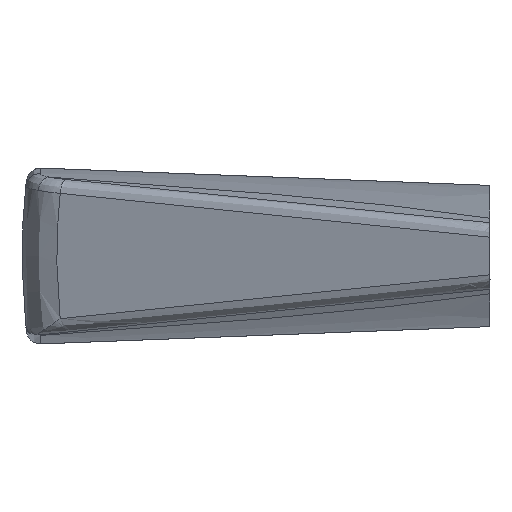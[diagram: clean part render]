
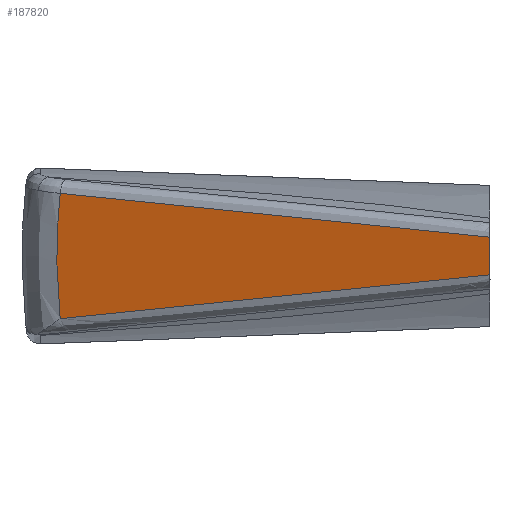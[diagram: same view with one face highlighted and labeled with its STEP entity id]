
A CAD part, left-side view. The second image highlights one B-rep face of the part: STEP entity #187820.
In plain terms, the highlighted planar face has unit normal (-0.94, 0.342, 0).
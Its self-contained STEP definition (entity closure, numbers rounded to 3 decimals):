
#1680=CARTESIAN_POINT('',(-86.803,0.,
-4.932));
#1690=VERTEX_POINT('',#1680);
#1740=CARTESIAN_POINT('',(-77.946,24.336,
-2.454));
#1750=CARTESIAN_POINT('',(-77.958,24.303,
-2.457));
#1760=CARTESIAN_POINT('',(-77.97,24.27,
-2.46));
#1770=CARTESIAN_POINT('',(-78.515,22.771,
-2.596));
#1780=CARTESIAN_POINT('',(-79.049,21.304,
-2.732));
#1790=CARTESIAN_POINT('',(-80.515,17.277,
-3.114));
#1800=CARTESIAN_POINT('',(-81.447,14.717,
-3.365));
#1810=CARTESIAN_POINT('',(-83.31,9.597,
-3.886));
#1820=CARTESIAN_POINT('',(-84.241,7.039,
-4.156));
#1830=CARTESIAN_POINT('',(-85.807,2.738,
-4.625));
#1840=CARTESIAN_POINT('',(-86.441,0.995,
-4.819));
#1850=CARTESIAN_POINT('',(-87.075,-0.748,
-5.017));
#1860=B_SPLINE_CURVE_WITH_KNOTS('',3,(#1740,#1750,#1760,#1770,#1780,
#1790,#1800,#1810,#1820,#1830,#1840,#1850),.UNSPECIFIED.,.F.,.F.,(4,2,2,
2,2,4),(0.,0.106,4.807,13.018,
21.23,26.826),.UNSPECIFIED.);
#1870=CARTESIAN_POINT('',(-77.946,24.336,
-2.454));
#1880=VERTEX_POINT('',#1870);
#1890=EDGE_CURVE('',#1880,#1690,#1860,.T.);
#20400=CARTESIAN_POINT('',(-77.946,24.336,
-9.546));
#20410=VERTEX_POINT('',#20400);
#20440=CARTESIAN_POINT('',(-87.075,-0.748,
-6.983));
#20450=CARTESIAN_POINT('',(-86.425,1.04,
-7.186));
#20460=CARTESIAN_POINT('',(-85.774,2.829,
-7.386));
#20470=CARTESIAN_POINT('',(-84.208,7.13,
-7.854));
#20480=CARTESIAN_POINT('',(-83.293,9.643,
-8.118));
#20490=CARTESIAN_POINT('',(-81.464,14.671,
-8.63));
#20500=CARTESIAN_POINT('',(-80.548,17.185,
-8.877));
#20510=CARTESIAN_POINT('',(-78.98,21.495,
-9.286));
#20520=CARTESIAN_POINT('',(-78.326,23.29,
-9.452));
#20530=CARTESIAN_POINT('',(-77.673,25.086,
-9.613));
#20540=B_SPLINE_CURVE_WITH_KNOTS('',3,(#20440,#20450,#20460,#20470,
#20480,#20490,#20500,#20510,#20520,#20530),.UNSPECIFIED.,.F.,.F.,(4,2,2,
2,4),(18.452,24.194,32.259,
40.324,46.078),.UNSPECIFIED.);
#20550=CARTESIAN_POINT('',(-86.803,0.,
-7.068));
#20560=VERTEX_POINT('',#20550);
#20570=EDGE_CURVE('',#20560,#20410,#20540,.T.);
#187460=CARTESIAN_POINT('',(-86.302,1.378,
0.));
#187470=DIRECTION('',(0.94,-0.342,
0.));
#187480=DIRECTION('',(-0.342,-0.94,
0.));
#187490=AXIS2_PLACEMENT_3D('',#187460,#187470,#187480);
#187500=PLANE('',#187490);
#187510=ORIENTED_EDGE('',*,*,#1890,.F.);
#187520=CARTESIAN_POINT('',(-86.803,0.,0.))
;
#187530=DIRECTION('',(0.,0.,-1.));
#187540=VECTOR('',#187530,1.);
#187550=LINE('',#187520,#187540);
#187560=EDGE_CURVE('',#1690,#20560,#187550,.T.);
#187570=ORIENTED_EDGE('',*,*,#187560,.F.);
#187580=ORIENTED_EDGE('',*,*,#20570,.F.);
#187590=CARTESIAN_POINT('',(-78.163,23.738,
-13.197));
#187600=CARTESIAN_POINT('',(-78.125,23.843,
-12.721));
#187610=CARTESIAN_POINT('',(-78.09,23.939,
-12.242));
#187620=CARTESIAN_POINT('',(-78.019,24.134,
-11.128));
#187630=CARTESIAN_POINT('',(-77.985,24.228,
-10.492));
#187640=CARTESIAN_POINT('',(-77.931,24.377,
-9.214));
#187650=CARTESIAN_POINT('',(-77.911,24.433,
-8.573));
#187660=CARTESIAN_POINT('',(-77.883,24.507,
-7.288));
#187670=CARTESIAN_POINT('',(-77.877,24.526,
-6.644));
#187680=CARTESIAN_POINT('',(-77.877,24.526,
-5.356));
#187690=CARTESIAN_POINT('',(-77.883,24.507,
-4.712));
#187700=CARTESIAN_POINT('',(-77.911,24.433,
-3.427));
#187710=CARTESIAN_POINT('',(-77.931,24.377,
-2.786));
#187720=CARTESIAN_POINT('',(-77.985,24.228,
-1.508));
#187730=CARTESIAN_POINT('',(-78.019,24.134,
-0.872));
#187740=CARTESIAN_POINT('',(-78.09,23.939,
0.242));
#187750=CARTESIAN_POINT('',(-78.125,23.843,
0.721));
#187760=CARTESIAN_POINT('',(-78.163,23.738,
1.197));
#187770=B_SPLINE_CURVE_WITH_KNOTS('',3,(#187590,#187600,#187610,#187620,
#187630,#187640,#187650,#187660,#187670,#187680,#187690,#187700,#187710,
#187720,#187730,#187740,#187750,#187760),.UNSPECIFIED.,.F.,.F.,(4,2,2,2,
2,2,2,2,4),(8.556,10.089,12.108,
14.126,16.145,18.163,20.181,
22.2,23.733),.UNSPECIFIED.);
#187780=EDGE_CURVE('',#20410,#1880,#187770,.T.);
#187790=ORIENTED_EDGE('',*,*,#187780,.F.);
#187800=EDGE_LOOP('',(#187790,#187580,#187570,#187510));
#187810=FACE_OUTER_BOUND('',#187800,.T.);
#187820=ADVANCED_FACE('',(#187810),#187500,.F.);
